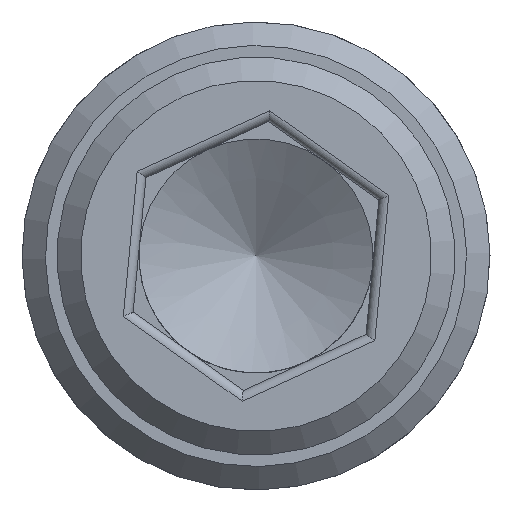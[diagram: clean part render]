
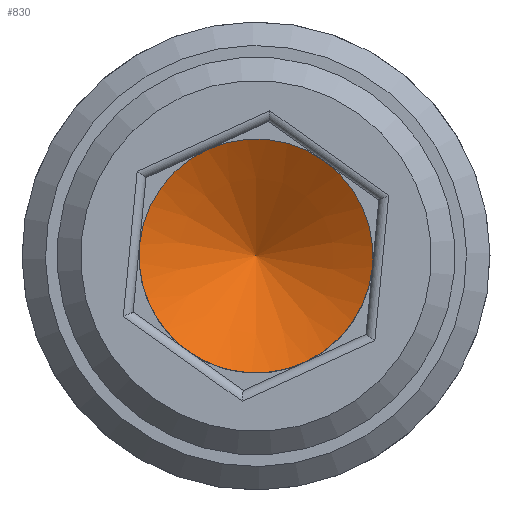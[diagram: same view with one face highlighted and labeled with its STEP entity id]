
A CAD part, front view. The second image highlights one B-rep face of the part: STEP entity #830.
In plain terms, the highlighted conical face has half-angle 59 degrees and reference radius 2.25 mm.
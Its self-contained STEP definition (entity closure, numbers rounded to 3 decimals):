
#74=CONICAL_SURFACE('',#945,2.25,1.03);
#85=FACE_OUTER_BOUND('',#138,.T.);
#138=EDGE_LOOP('',(#605,#606,#607,#608,#609));
#198=LINE('',#1403,#255);
#255=VECTOR('',#1110,2.25);
#317=CIRCLE('',#936,2.5);
#318=CIRCLE('',#937,2.5);
#319=CIRCLE('',#938,2.5);
#375=VERTEX_POINT('',#1382);
#376=VERTEX_POINT('',#1383);
#377=VERTEX_POINT('',#1385);
#384=VERTEX_POINT('',#1402);
#459=EDGE_CURVE('',#375,#376,#317,.T.);
#460=EDGE_CURVE('',#377,#375,#318,.T.);
#461=EDGE_CURVE('',#376,#377,#319,.T.);
#469=EDGE_CURVE('',#384,#377,#198,.T.);
#605=ORIENTED_EDGE('',*,*,#469,.T.);
#606=ORIENTED_EDGE('',*,*,#460,.T.);
#607=ORIENTED_EDGE('',*,*,#459,.T.);
#608=ORIENTED_EDGE('',*,*,#461,.T.);
#609=ORIENTED_EDGE('',*,*,#469,.F.);
#830=ADVANCED_FACE('',(#85),#74,.F.);
#936=AXIS2_PLACEMENT_3D('',#1384,#1089,#1090);
#937=AXIS2_PLACEMENT_3D('',#1386,#1091,#1092);
#938=AXIS2_PLACEMENT_3D('',#1387,#1093,#1094);
#945=AXIS2_PLACEMENT_3D('',#1401,#1108,#1109);
#1089=DIRECTION('center_axis',(0.,1.,0.));
#1090=DIRECTION('ref_axis',(1.,0.,0.));
#1091=DIRECTION('center_axis',(0.,1.,0.));
#1092=DIRECTION('ref_axis',(1.,0.,0.));
#1093=DIRECTION('center_axis',(0.,1.,0.));
#1094=DIRECTION('ref_axis',(1.,0.,0.));
#1108=DIRECTION('center_axis',(0.,1.,0.));
#1109=DIRECTION('ref_axis',(-0.814,0.,0.581));
#1110=DIRECTION('',(0.698,0.515,-0.498));
#1382=CARTESIAN_POINT('',(-17.847,15.701,0.));
#1383=CARTESIAN_POINT('',(-12.847,15.701,0.));
#1384=CARTESIAN_POINT('Origin',(-15.347,15.701,0.));
#1385=CARTESIAN_POINT('',(-13.313,15.701,-1.453));
#1386=CARTESIAN_POINT('Origin',(-15.347,15.701,0.));
#1387=CARTESIAN_POINT('Origin',(-15.347,15.701,0.));
#1401=CARTESIAN_POINT('Origin',(-15.347,15.551,0.));
#1402=CARTESIAN_POINT('',(-15.347,14.199,0.));
#1403=CARTESIAN_POINT('',(-13.516,15.551,-1.307));
